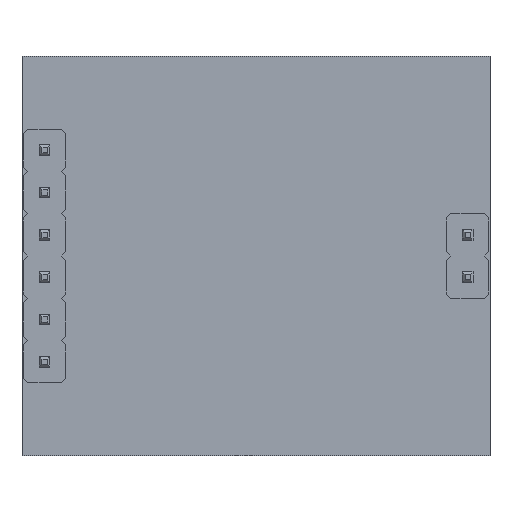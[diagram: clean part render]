
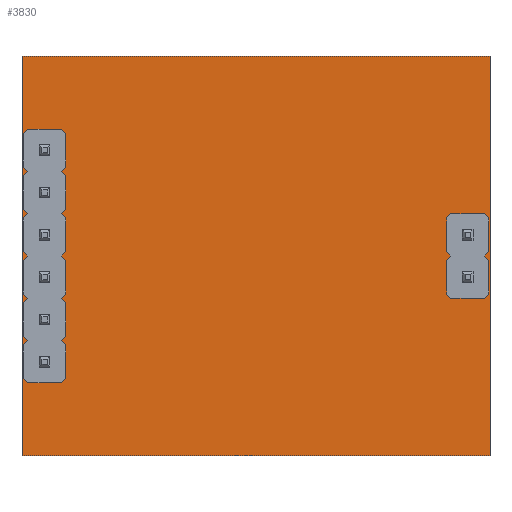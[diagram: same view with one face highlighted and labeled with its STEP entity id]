
A CAD part, front view. The second image highlights one B-rep face of the part: STEP entity #3830.
In plain terms, the highlighted planar face has unit normal (0, -1, 0).
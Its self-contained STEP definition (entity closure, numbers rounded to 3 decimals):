
#249=FACE_OUTER_BOUND('',#471,.T.);
#471=EDGE_LOOP('',(#3212,#3213,#3214,#3215));
#948=LINE('',#5956,#1436);
#952=LINE('',#5964,#1440);
#955=LINE('',#5970,#1443);
#958=LINE('',#5975,#1446);
#1436=VECTOR('',#4952,10.);
#1440=VECTOR('',#4958,10.);
#1443=VECTOR('',#4963,10.);
#1446=VECTOR('',#4968,10.);
#1744=VERTEX_POINT('',#5954);
#1745=VERTEX_POINT('',#5955);
#1748=VERTEX_POINT('',#5963);
#1750=VERTEX_POINT('',#5969);
#2228=EDGE_CURVE('',#1744,#1745,#948,.T.);
#2232=EDGE_CURVE('',#1745,#1748,#952,.T.);
#2235=EDGE_CURVE('',#1748,#1750,#955,.T.);
#2238=EDGE_CURVE('',#1750,#1744,#958,.T.);
#3212=ORIENTED_EDGE('',*,*,#2238,.T.);
#3213=ORIENTED_EDGE('',*,*,#2228,.T.);
#3214=ORIENTED_EDGE('',*,*,#2232,.T.);
#3215=ORIENTED_EDGE('',*,*,#2235,.T.);
#3421=PLANE('',#4065);
#3830=ADVANCED_FACE('',(#249),#3421,.F.);
#4065=AXIS2_PLACEMENT_3D('',#5978,#4972,#4973);
#4952=DIRECTION('',(0.,0.,-1.));
#4958=DIRECTION('',(1.,0.,0.));
#4963=DIRECTION('',(0.,0.,1.));
#4968=DIRECTION('',(-1.,0.,0.));
#4972=DIRECTION('center_axis',(0.,1.,0.));
#4973=DIRECTION('ref_axis',(1.,0.,0.));
#5954=CARTESIAN_POINT('',(-14.05,0.,12.));
#5955=CARTESIAN_POINT('',(-14.05,0.,-12.));
#5956=CARTESIAN_POINT('',(-14.05,0.,12.));
#5963=CARTESIAN_POINT('',(14.05,0.,-12.));
#5964=CARTESIAN_POINT('',(-14.05,0.,-12.));
#5969=CARTESIAN_POINT('',(14.05,0.,12.));
#5970=CARTESIAN_POINT('',(14.05,0.,-12.));
#5975=CARTESIAN_POINT('',(14.05,0.,12.));
#5978=CARTESIAN_POINT('Origin',(0.,0.,0.));
